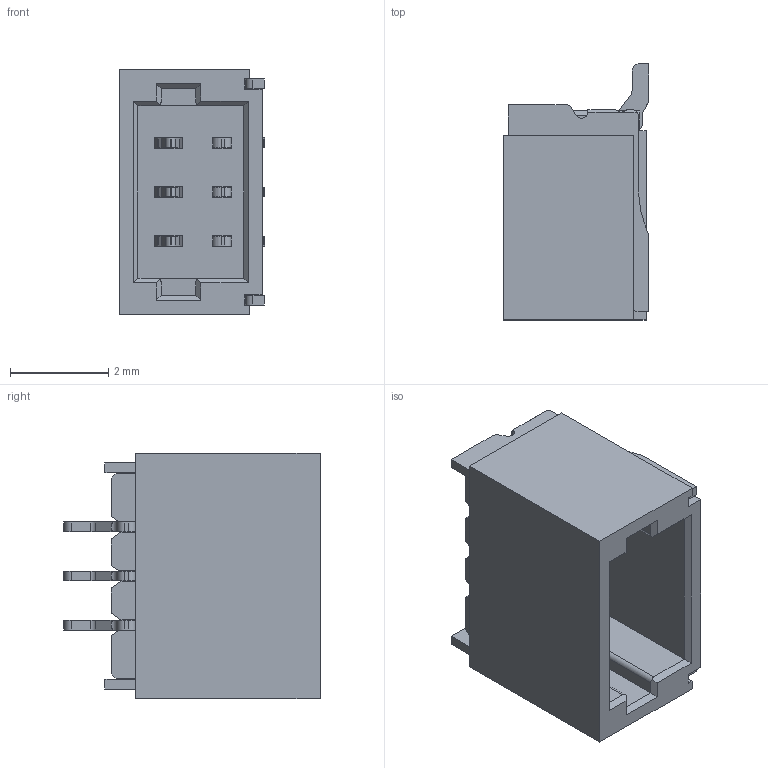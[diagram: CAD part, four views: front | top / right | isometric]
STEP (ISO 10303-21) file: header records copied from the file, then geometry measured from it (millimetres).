
FILE_DESCRIPTION((''),'2;1');
FILE_NAME('5PIN-185220','2022-08-04T',('admin'),(''),'PRO/ENGINEER BY PARAMETRIC TECHNOLOGY CORPORATION, 2010280','PRO/ENGINEER BY PARAMETRIC TECHNOLOGY CORPORATION, 2010280','');
FILE_SCHEMA(('CONFIG_CONTROL_DESIGN'));
Length unit declared in the file: millimetre
Products named in the file (1): 5PIN-185220
Bounding box: 2.95 x 5.21 x 5 mm (x, y, z)
Volume: 35.9 mm3; surface area: 209 mm2
Topology: 1 solids, 1 shells, 387 faces, 1227 edges, 800 vertices
Faces by surface type: plane 253, cylinder 134
Entity records: 13639 total; most frequent: CARTESIAN_POINT 2558, ORIENTED_EDGE 2454, DIRECTION 2194, EDGE_CURVE 1227, VECTOR 928, LINE 928, VERTEX_POINT 800, AXIS2_PLACEMENT_3D 633
